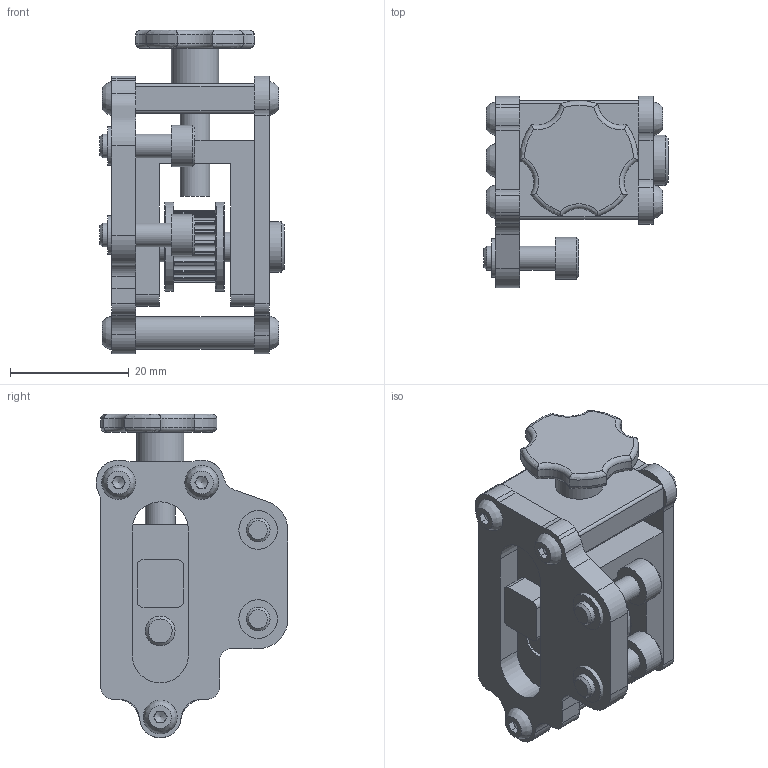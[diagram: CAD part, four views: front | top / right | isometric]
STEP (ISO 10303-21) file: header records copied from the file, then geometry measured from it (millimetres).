
FILE_DESCRIPTION(/* description */ (''),/* implementation_level */ '2;1');
FILE_NAME(/* name */ 'X-Axis Belt Tensioner Assembly.step',/* time_stamp */ '2020-10-05T14:50:37+07:00',/* author */ (''),/* organization */ (''),/* preprocessor_version */ 'ST-DEVELOPER v18.1',/* originating_system */ 'Autodesk Translation Framework v9.3.0.1241',/* authorisation */ '');
FILE_SCHEMA (('AUTOMOTIVE_DESIGN { 1 0 10303 214 3 1 1 }'));
Length unit declared in the file: millimetre
Products named in the file (17): X-Axis Belt Tensioner; X-Axis Belt Tensioner Idler Holder Set; Part3.STEP (1); Knob.STEP (1); Gates_2GT_20T_Toothed_Vychoz_.STEP (1); Belt Tensioner 01 (1); Spacer-20mm (1); SCB5-20 v1; X Belt Tensioner Bottom; X Belt Tensioner Top; X-Axis Belt Tensioner Screw Set; SCB4-12 v1; SBCB3-10 v1; X-Axis Belt Tensioner CF Insertion Set; CF Insertion Nut M4 v6 (12); CF Insertion Nut M4 v6 (13); Carbon Fiber Insertion Nut M4
Assembly tree (23 placements, depth 4):
  X-Axis Belt Tensioner
    X-Axis Belt Tensioner Idler Holder Set
      Part3.STEP (1)
      Knob.STEP (1)
      Gates_2GT_20T_Toothed_Vychoz_.STEP (1)
      Belt Tensioner 01 (1)
      Spacer-20mm (1)
      SCB5-20 v1
    X Belt Tensioner Bottom
    X Belt Tensioner Top
    X-Axis Belt Tensioner Screw Set
      SCB4-12 v1  x2
      SBCB3-10 v1  x6
    X-Axis Belt Tensioner CF Insertion Set
      CF Insertion Nut M4 v6 (12)
        Carbon Fiber Insertion Nut M4
      CF Insertion Nut M4 v6 (13)
        Carbon Fiber Insertion Nut M4
Bounding box: 31 x 32.29 x 54.5 mm (x, y, z)
Volume: 16498.3 mm3; surface area: 15759.2 mm2
Topology: 22 solids, 22 shells, 656 faces, 1575 edges, 990 vertices
Faces by surface type: plane 296, cylinder 239, torus 66, cone 49, bspline 6
Full cylindrical faces by diameter (mm): 3 x15, 4 x6, 5 x8, 5.5 x5, 6 x4, 6.5 x2, 7 x3, 8 x5, 8.5 x1, 9 x4, 10.5 x4, 15 x2
Entity records: 17889 total; most frequent: CARTESIAN_POINT 4259, DIRECTION 3095, ORIENTED_EDGE 2600, AXIS2_PLACEMENT_3D 1326, EDGE_CURVE 1300, VERTEX_POINT 823, CIRCLE 677, EDGE_LOOP 599
